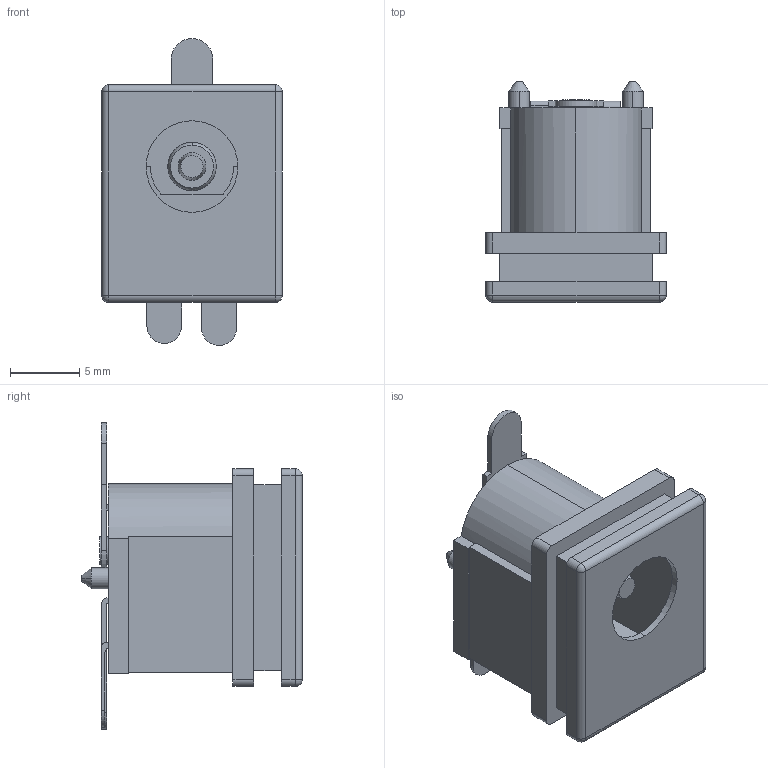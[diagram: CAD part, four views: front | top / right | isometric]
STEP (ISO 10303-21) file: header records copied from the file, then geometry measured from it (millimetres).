
FILE_DESCRIPTION((''),'2;1');
FILE_NAME('PJ-015AH-SMT','2015-09-01T',('SYSTEM'),(''),'PRO/ENGINEER BY PARAMETRIC TECHNOLOGY CORPORATION, 2015110','PRO/ENGINEER BY PARAMETRIC TECHNOLOGY CORPORATION, 2015110','');
FILE_SCHEMA(('AUTOMOTIVE_DESIGN { 1 0 10303 214 1 1 1 1 }'));
Length unit declared in the file: millimetre
Products named in the file (1): PJ-015AH-SMT
Bounding box: 13 x 15.9 x 22.13 mm (x, y, z)
Volume: 978.8 mm3; surface area: 2200.4 mm2
Topology: 2 solids, 2 shells, 202 faces, 545 edges, 351 vertices
Faces by surface type: plane 125, cylinder 63, cone 6, sphere 4, torus 4
Entity records: 7792 total; most frequent: CARTESIAN_POINT 1102, DIRECTION 1099, ORIENTED_EDGE 1082, EDGE_CURVE 541, VECTOR 385, LINE 385, AXIS2_PLACEMENT_3D 357, VERTEX_POINT 351
